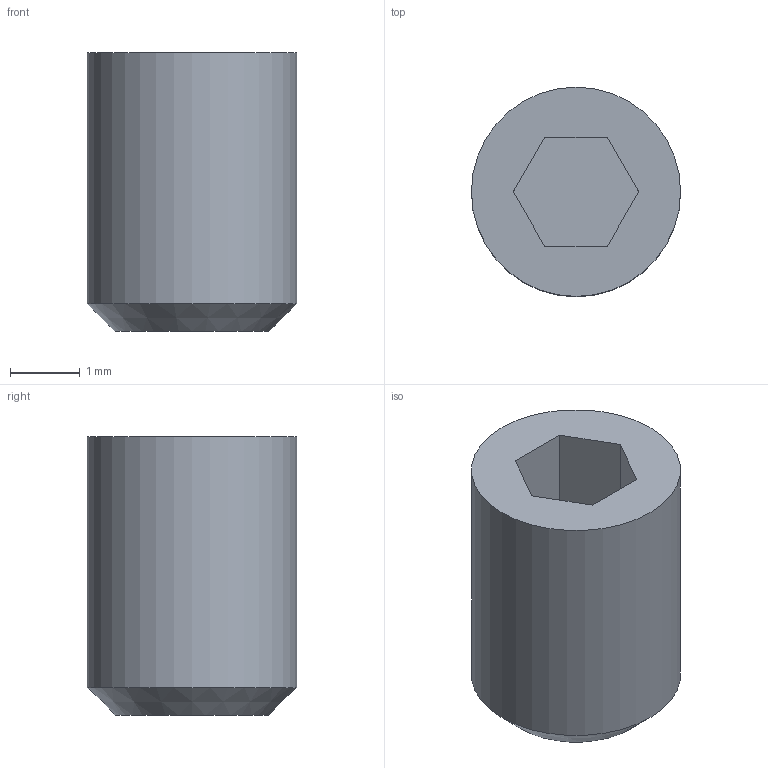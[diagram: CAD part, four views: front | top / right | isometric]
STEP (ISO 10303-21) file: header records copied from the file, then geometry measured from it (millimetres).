
FILE_DESCRIPTION(('FreeCAD Model'),'2;1');
FILE_NAME('DIN913_Setscrew_M3x4.step','2015-08-19T10:28:15',('Author' ),(''),'Open CASCADE STEP processor 6.8','FreeCAD','Unknown');
FILE_SCHEMA(('AUTOMOTIVE_DESIGN_CC2 { 1 2 10303 214 -1 1 5 4 }'));
Length unit declared in the file: millimetre
Products named in the file (1): Chamfer
Bounding box: 3 x 3 x 4 mm (x, y, z)
Volume: 23.4 mm3; surface area: 60.2 mm2
Topology: 1 solids, 1 shells, 11 faces, 23 edges, 15 vertices
Faces by surface type: plane 9, cylinder 1, cone 1
Full cylindrical faces by diameter (mm): 3 x1
Entity records: 616 total; most frequent: CARTESIAN_POINT 110, DIRECTION 92, LINE 62, VECTOR 62, ORIENTED_EDGE 46, PCURVE 46, DEFINITIONAL_REPRESENTATION 46, EDGE_CURVE 23
